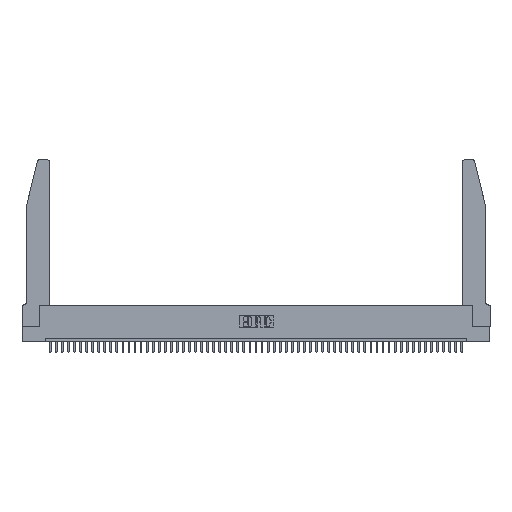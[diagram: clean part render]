
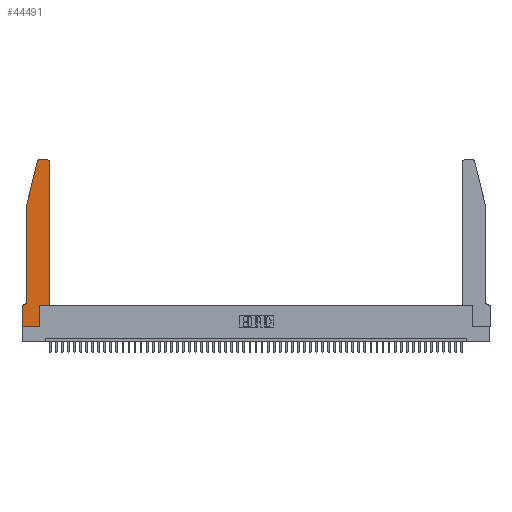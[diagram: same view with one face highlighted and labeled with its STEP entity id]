
A CAD part, top view. The second image highlights one B-rep face of the part: STEP entity #44491.
In plain terms, the highlighted planar face has unit normal (0, 0, 1).
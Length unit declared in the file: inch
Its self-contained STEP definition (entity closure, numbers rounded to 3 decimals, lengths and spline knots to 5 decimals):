
#77 = VERTEX_POINT ( 'NONE', #52760 ) ;
#2318 = ORIENTED_EDGE ( 'NONE', *, *, #8298, .T. ) ;
#2695 = DIRECTION ( 'NONE',  ( 1., 0., 0. ) ) ;
#3065 = LINE ( 'NONE', #28576, #5535 ) ;
#3319 = EDGE_CURVE ( 'NONE', #77, #18906, #13326, .T. ) ;
#3558 = VECTOR ( 'NONE', #40264, 39.37008 ) ;
#4108 = VECTOR ( 'NONE', #46669, 39.37008 ) ;
#4719 = LINE ( 'NONE', #36244, #47103 ) ;
#5301 = EDGE_CURVE ( 'NONE', #41170, #42622, #43397, .T. ) ;
#5531 = DIRECTION ( 'NONE',  ( 1., 0., 0. ) ) ;
#5535 = VECTOR ( 'NONE', #18191, 39.37008 ) ;
#5631 = EDGE_CURVE ( 'NONE', #48443, #44123, #19564, .T. ) ;
#6164 = CARTESIAN_POINT ( 'NONE',  ( 0.4505, 0.35, 0.37 ) ) ;
#6270 = DIRECTION ( 'NONE',  ( -1., 0., 0. ) ) ;
#6374 = VECTOR ( 'NONE', #21701, 39.37008 ) ;
#6678 = DIRECTION ( 'NONE',  ( 0., 0., 1. ) ) ;
#6973 = DIRECTION ( 'NONE',  ( 0., -1., 0. ) ) ;
#8298 = EDGE_CURVE ( 'NONE', #21253, #48443, #31615, .T. ) ;
#8338 = EDGE_LOOP ( 'NONE', ( #30849, #2318, #32844, #44167, #48912, #23807, #25764, #44655, #36273, #33166, #10738, #38128 ) ) ;
#8546 = CARTESIAN_POINT ( 'NONE',  ( 0.0755, 0.35, 0.37 ) ) ;
#9691 = LINE ( 'NONE', #51794, #29000 ) ;
#10274 = DIRECTION ( 'NONE',  ( 1., 0., 0. ) ) ;
#10738 = ORIENTED_EDGE ( 'NONE', *, *, #13311, .T. ) ;
#11244 = VECTOR ( 'NONE', #10274, 39.37008 ) ;
#12560 = CARTESIAN_POINT ( 'NONE',  ( 0.4505, 2.72, 0.37 ) ) ;
#13311 = EDGE_CURVE ( 'NONE', #26811, #41170, #25224, .T. ) ;
#13326 = LINE ( 'NONE', #37048, #32623 ) ;
#13905 = VERTEX_POINT ( 'NONE', #18157 ) ;
#15179 = DIRECTION ( 'NONE',  ( 1., 0., 0. ) ) ;
#16153 = VERTEX_POINT ( 'NONE', #24511 ) ;
#17000 = DIRECTION ( 'NONE',  ( -1., 0., 0. ) ) ;
#17777 = EDGE_CURVE ( 'NONE', #13905, #77, #3065, .T. ) ;
#18157 = CARTESIAN_POINT ( 'NONE',  ( 0., 0.35, 0.37 ) ) ;
#18191 = DIRECTION ( 'NONE',  ( 0., -1., 0. ) ) ;
#18906 = VERTEX_POINT ( 'NONE', #41398 ) ;
#19485 = CARTESIAN_POINT ( 'NONE',  ( 0., 0.35, 0.37 ) ) ;
#19564 = LINE ( 'NONE', #36160, #3558 ) ;
#21253 = VERTEX_POINT ( 'NONE', #40109 ) ;
#21701 = DIRECTION ( 'NONE',  ( -1., 0., 0. ) ) ;
#21745 = FACE_OUTER_BOUND ( 'NONE', #8338, .T. ) ;
#22855 = VERTEX_POINT ( 'NONE', #38271 ) ;
#23135 = DIRECTION ( 'NONE',  ( 0., 0., -1. ) ) ;
#23807 = ORIENTED_EDGE ( 'NONE', *, *, #33649, .T. ) ;
#23992 = DIRECTION ( 'NONE',  ( 0., 0., 1. ) ) ;
#24405 = EDGE_CURVE ( 'NONE', #28172, #26811, #30377, .T. ) ;
#24511 = CARTESIAN_POINT ( 'NONE',  ( 0.0755, 0.42, 0.37 ) ) ;
#25224 = LINE ( 'NONE', #42560, #4108 ) ;
#25764 = ORIENTED_EDGE ( 'NONE', *, *, #17777, .T. ) ;
#25785 = CIRCLE ( 'NONE', #47550, 0.07 ) ;
#25925 = CARTESIAN_POINT ( 'NONE',  ( 0.2865, 0.35, 0.37 ) ) ;
#26811 = VERTEX_POINT ( 'NONE', #31557 ) ;
#27677 = EDGE_CURVE ( 'NONE', #18906, #28172, #4719, .T. ) ;
#27872 = CARTESIAN_POINT ( 'NONE',  ( 0.4205, 2.75, 0.37 ) ) ;
#28172 = VERTEX_POINT ( 'NONE', #25925 ) ;
#28454 = EDGE_CURVE ( 'NONE', #16153, #22855, #25785, .T. ) ;
#28576 = CARTESIAN_POINT ( 'NONE',  ( 0., 0., 0.37 ) ) ;
#28868 = LINE ( 'NONE', #8546, #6374 ) ;
#29000 = VECTOR ( 'NONE', #6973, 39.37008 ) ;
#30377 = LINE ( 'NONE', #6164, #11244 ) ;
#30833 = CARTESIAN_POINT ( 'NONE',  ( 0.0055, 0.42, 0.37 ) ) ;
#30849 = ORIENTED_EDGE ( 'NONE', *, *, #39112, .T. ) ;
#31557 = CARTESIAN_POINT ( 'NONE',  ( 0.4505, 0.35, 0.37 ) ) ;
#31615 = CIRCLE ( 'NONE', #48190, 0.03 ) ;
#32544 = EDGE_CURVE ( 'NONE', #44123, #16153, #9691, .T. ) ;
#32623 = VECTOR ( 'NONE', #44647, 39.37008 ) ;
#32844 = ORIENTED_EDGE ( 'NONE', *, *, #5631, .T. ) ;
#33166 = ORIENTED_EDGE ( 'NONE', *, *, #24405, .T. ) ;
#33649 = EDGE_CURVE ( 'NONE', #22855, #13905, #28868, .T. ) ;
#35352 = AXIS2_PLACEMENT_3D ( 'NONE', #38914, #6678, #2695 ) ;
#35628 = DIRECTION ( 'NONE',  ( 0., 1., 0. ) ) ;
#36160 = CARTESIAN_POINT ( 'NONE',  ( 0.0755, 2., 0.37 ) ) ;
#36244 = CARTESIAN_POINT ( 'NONE',  ( 0.2865, 0.35, 0.37 ) ) ;
#36273 = ORIENTED_EDGE ( 'NONE', *, *, #27677, .T. ) ;
#37048 = CARTESIAN_POINT ( 'NONE',  ( 0., 0., 0.37 ) ) ;
#37173 = VECTOR ( 'NONE', #17000, 39.37008 ) ;
#37862 = DIRECTION ( 'NONE',  ( 0., 0., 1. ) ) ;
#38128 = ORIENTED_EDGE ( 'NONE', *, *, #5301, .T. ) ;
#38271 = CARTESIAN_POINT ( 'NONE',  ( 0.0055, 0.35, 0.37 ) ) ;
#38914 = CARTESIAN_POINT ( 'NONE',  ( 0.4205, 2.72, 0.37 ) ) ;
#39112 = EDGE_CURVE ( 'NONE', #42622, #21253, #39786, .T. ) ;
#39786 = LINE ( 'NONE', #45638, #37173 ) ;
#40109 = CARTESIAN_POINT ( 'NONE',  ( 0.284, 2.75, 0.37 ) ) ;
#40264 = DIRECTION ( 'NONE',  ( -0.239, -0.971, 0. ) ) ;
#41170 = VERTEX_POINT ( 'NONE', #12560 ) ;
#41398 = CARTESIAN_POINT ( 'NONE',  ( 0.2865, 0., 0.37 ) ) ;
#41489 = CARTESIAN_POINT ( 'NONE',  ( 0.284, 2.72, 0.37 ) ) ;
#42323 = CARTESIAN_POINT ( 'NONE',  ( 0.25487, 2.72718, 0.37 ) ) ;
#42560 = CARTESIAN_POINT ( 'NONE',  ( 0.4505, 0.35, 0.37 ) ) ;
#42622 = VERTEX_POINT ( 'NONE', #27872 ) ;
#43397 = CIRCLE ( 'NONE', #35352, 0.03 ) ;
#44123 = VERTEX_POINT ( 'NONE', #45242 ) ;
#44167 = ORIENTED_EDGE ( 'NONE', *, *, #32544, .T. ) ;
#44491 = ADVANCED_FACE ( 'NONE', ( #21745 ), #48262, .T. ) ;
#44647 = DIRECTION ( 'NONE',  ( 1., 0., 0. ) ) ;
#44655 = ORIENTED_EDGE ( 'NONE', *, *, #3319, .T. ) ;
#45242 = CARTESIAN_POINT ( 'NONE',  ( 0.0755, 2., 0.37 ) ) ;
#45638 = CARTESIAN_POINT ( 'NONE',  ( 0.2605, 2.75, 0.37 ) ) ;
#46237 = AXIS2_PLACEMENT_3D ( 'NONE', #19485, #23992, #15179 ) ;
#46669 = DIRECTION ( 'NONE',  ( 0., 1., 0. ) ) ;
#47103 = VECTOR ( 'NONE', #35628, 39.37008 ) ;
#47550 = AXIS2_PLACEMENT_3D ( 'NONE', #30833, #23135, #6270 ) ;
#48190 = AXIS2_PLACEMENT_3D ( 'NONE', #41489, #37862, #5531 ) ;
#48262 = PLANE ( 'NONE',  #46237 ) ;
#48443 = VERTEX_POINT ( 'NONE', #42323 ) ;
#48912 = ORIENTED_EDGE ( 'NONE', *, *, #28454, .T. ) ;
#51794 = CARTESIAN_POINT ( 'NONE',  ( 0.0755, 2., 0.37 ) ) ;
#52760 = CARTESIAN_POINT ( 'NONE',  ( 0., 0., 0.37 ) ) ;
